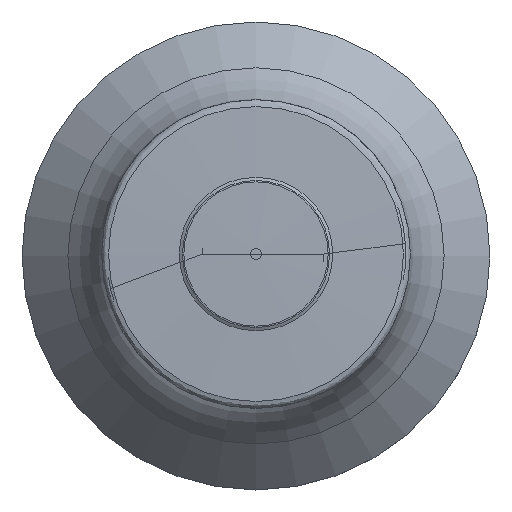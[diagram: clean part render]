
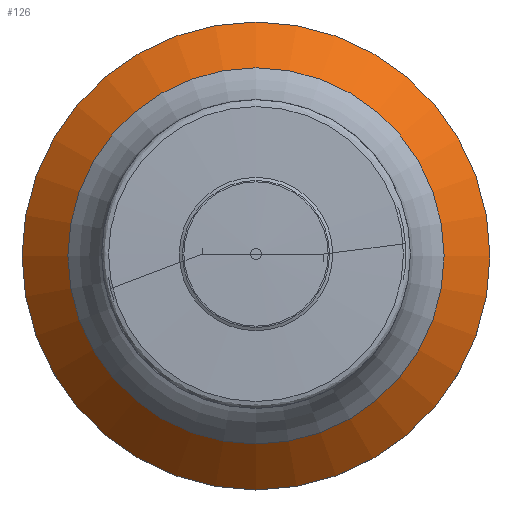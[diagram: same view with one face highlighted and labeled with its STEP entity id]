
A CAD part, top view. The second image highlights one B-rep face of the part: STEP entity #126.
In plain terms, the highlighted conical face has half-angle 45 degrees and reference radius 16 mm.
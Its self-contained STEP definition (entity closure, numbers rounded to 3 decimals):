
#69=CONICAL_SURFACE('',#440,16.,45.);
#126=ADVANCED_FACE('',(#167,#168),#69,.T.);
#167=FACE_BOUND('',#213,.T.);
#168=FACE_BOUND('',#214,.T.);
#213=EDGE_LOOP('',(#278));
#214=EDGE_LOOP('',(#279));
#278=ORIENTED_EDGE('',*,*,#379,.T.);
#279=ORIENTED_EDGE('',*,*,#380,.T.);
#341=VERTEX_POINT('',#640);
#342=VERTEX_POINT('',#642);
#379=EDGE_CURVE('',#341,#341,#403,.T.);
#380=EDGE_CURVE('',#342,#342,#404,.T.);
#403=CIRCLE('',#438,20.101);
#404=CIRCLE('',#439,25.);
#438=AXIS2_PLACEMENT_3D('',#639,#517,#518);
#439=AXIS2_PLACEMENT_3D('',#641,#519,#520);
#440=AXIS2_PLACEMENT_3D('',#643,#521,#522);
#517=DIRECTION('',(0.,0.,-1.));
#518=DIRECTION('',(0.,1.,0.));
#519=DIRECTION('',(0.,0.,1.));
#520=DIRECTION('',(0.,-1.,0.));
#521=DIRECTION('',(0.,0.,-1.));
#522=DIRECTION('',(0.,1.,0.));
#639=CARTESIAN_POINT('',(0.,0.,9.899));
#640=CARTESIAN_POINT('',(0.,20.101,9.899));
#641=CARTESIAN_POINT('',(0.,0.,5.));
#642=CARTESIAN_POINT('',(0.,-25.,5.));
#643=CARTESIAN_POINT('',(0.,0.,14.));
